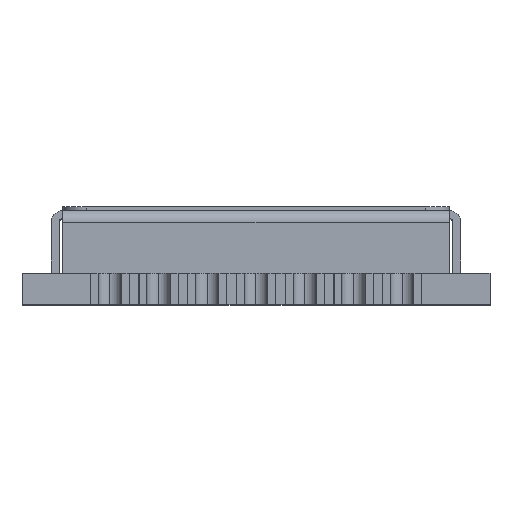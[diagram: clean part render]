
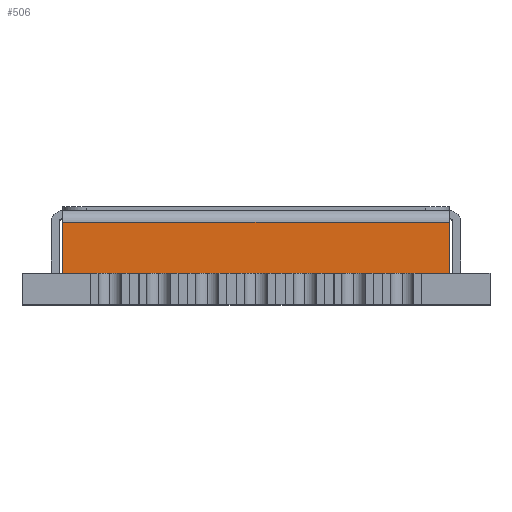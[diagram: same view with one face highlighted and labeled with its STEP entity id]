
A CAD part, top view. The second image highlights one B-rep face of the part: STEP entity #506.
In plain terms, the highlighted planar face has unit normal (0, 0, 1).
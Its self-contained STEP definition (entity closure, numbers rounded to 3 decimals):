
#506 = ADVANCED_FACE ( 'NONE', ( #11551 ), #9687, .F. ) ;
#683 = LINE ( 'NONE', #4381, #10847 ) ;
#1207 = CARTESIAN_POINT ( 'NONE',  ( 4.95, 0.8, 5.25 ) ) ;
#1607 = VERTEX_POINT ( 'NONE', #1207 ) ;
#1683 = ORIENTED_EDGE ( 'NONE', *, *, #8763, .T. ) ;
#2064 = CARTESIAN_POINT ( 'NONE',  ( -5.25, 2.1, 5.25 ) ) ;
#2085 = CARTESIAN_POINT ( 'NONE',  ( -4.95, 0.8, 5.25 ) ) ;
#2130 = ORIENTED_EDGE ( 'NONE', *, *, #8779, .T. ) ;
#2568 = DIRECTION ( 'NONE',  ( 1., 0., 0. ) ) ;
#3287 = VERTEX_POINT ( 'NONE', #6853 ) ;
#3315 = DIRECTION ( 'NONE',  ( 0., 0., -1. ) ) ;
#3481 = VECTOR ( 'NONE', #9530, 1000. ) ;
#4021 = DIRECTION ( 'NONE',  ( 0., 1., 0. ) ) ;
#4381 = CARTESIAN_POINT ( 'NONE',  ( -5.25, 0.8, 5.25 ) ) ;
#4442 = DIRECTION ( 'NONE',  ( 0., 1., 0. ) ) ;
#4891 = EDGE_LOOP ( 'NONE', ( #2130, #10191, #8887, #1683 ) ) ;
#5334 = LINE ( 'NONE', #9039, #11020 ) ;
#5587 = VECTOR ( 'NONE', #4021, 1000. ) ;
#5840 = VERTEX_POINT ( 'NONE', #9549 ) ;
#6078 = EDGE_CURVE ( 'NONE', #9642, #3287, #5334, .T. ) ;
#6853 = CARTESIAN_POINT ( 'NONE',  ( -4.95, 2.1, 5.25 ) ) ;
#8763 = EDGE_CURVE ( 'NONE', #1607, #5840, #10240, .T. ) ;
#8779 = EDGE_CURVE ( 'NONE', #5840, #3287, #10368, .T. ) ;
#8887 = ORIENTED_EDGE ( 'NONE', *, *, #9807, .T. ) ;
#9039 = CARTESIAN_POINT ( 'NONE',  ( -4.95, 0.8, 5.25 ) ) ;
#9075 = AXIS2_PLACEMENT_3D ( 'NONE', #11613, #3315, #10750 ) ;
#9462 = CARTESIAN_POINT ( 'NONE',  ( 4.95, 0.8, 5.25 ) ) ;
#9530 = DIRECTION ( 'NONE',  ( -1., 0., 0. ) ) ;
#9549 = CARTESIAN_POINT ( 'NONE',  ( 4.95, 2.1, 5.25 ) ) ;
#9642 = VERTEX_POINT ( 'NONE', #2085 ) ;
#9687 = PLANE ( 'NONE',  #9075 ) ;
#9807 = EDGE_CURVE ( 'NONE', #9642, #1607, #683, .T. ) ;
#10191 = ORIENTED_EDGE ( 'NONE', *, *, #6078, .F. ) ;
#10240 = LINE ( 'NONE', #9462, #5587 ) ;
#10368 = LINE ( 'NONE', #2064, #3481 ) ;
#10750 = DIRECTION ( 'NONE',  ( -1., 0., 0. ) ) ;
#10847 = VECTOR ( 'NONE', #2568, 1000. ) ;
#11020 = VECTOR ( 'NONE', #4442, 1000. ) ;
#11551 = FACE_OUTER_BOUND ( 'NONE', #4891, .T. ) ;
#11613 = CARTESIAN_POINT ( 'NONE',  ( -5.25, 19.649, 5.25 ) ) ;
